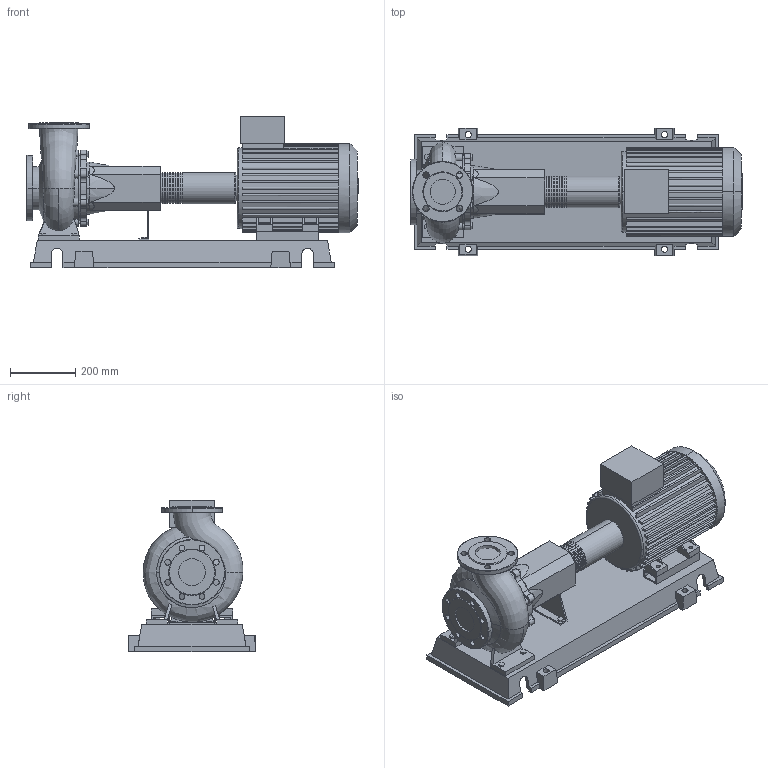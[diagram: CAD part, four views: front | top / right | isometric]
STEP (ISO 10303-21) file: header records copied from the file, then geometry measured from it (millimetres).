
FILE_DESCRIPTION((''),'2;1');
FILE_NAME('3d_NL65_160-5.5-2-12-4109157.stp','2015-03-03T07:19:44',(''),(''),'Mechanical Desktop 2009','Mechanical Desktop 2009',', , ');
FILE_SCHEMA(('CONFIG_CONTROL_DESIGN'));
Length unit declared in the file: millimetre
Products named in the file (1): Product
Bounding box: 1014 x 390 x 463 mm (x, y, z)
Volume: 41546704.5 mm3; surface area: 2646195.1 mm2
Topology: 13 solids, 13 shells, 830 faces, 2217 edges, 1457 vertices
Faces by surface type: plane 425, cylinder 207, bspline 178, cone 10, torus 10
Entity records: 30855 total; most frequent: CARTESIAN_POINT 10109, ORIENTED_EDGE 4436, DIRECTION 4087, EDGE_CURVE 2218, VERTEX_POINT 1456, VECTOR 1427, LINE 1427, AXIS2_PLACEMENT_3D 1330
